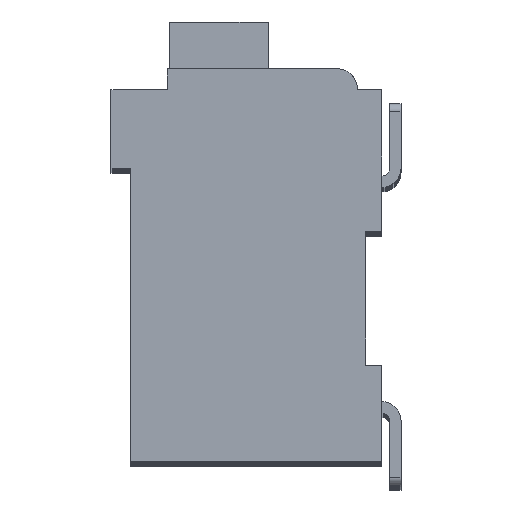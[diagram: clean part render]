
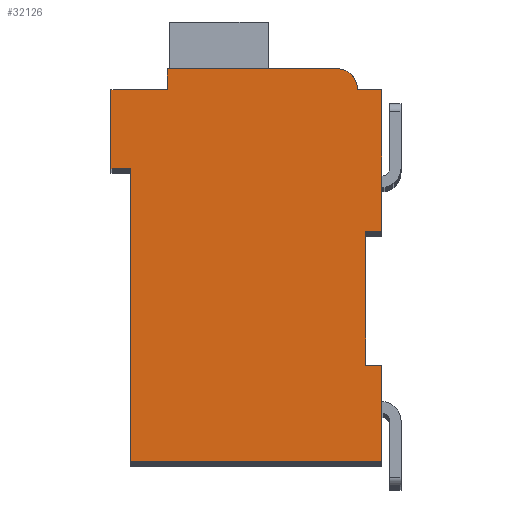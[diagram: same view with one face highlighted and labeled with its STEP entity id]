
A CAD part, top view. The second image highlights one B-rep face of the part: STEP entity #32126.
In plain terms, the highlighted planar face has unit normal (0, 0, 1).
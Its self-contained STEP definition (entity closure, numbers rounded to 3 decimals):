
#3570=DIRECTION('',(1.,0.,0.));
#3571=VECTOR('',#3570,0.5);
#3572=CARTESIAN_POINT('',(7.3,7.15,2.1));
#3573=LINE('',#3572,#3571);
#3574=DIRECTION('',(0.,1.,0.));
#3575=VECTOR('',#3574,4.15);
#3576=CARTESIAN_POINT('',(7.3,3.,2.1));
#3577=LINE('',#3576,#3575);
#3578=DIRECTION('',(-1.,0.,0.));
#3579=VECTOR('',#3578,0.5);
#3580=CARTESIAN_POINT('',(7.8,3.,2.1));
#3581=LINE('',#3580,#3579);
#3582=DIRECTION('',(0.,1.,0.));
#3583=VECTOR('',#3582,3.);
#3584=CARTESIAN_POINT('',(7.8,0.,2.1));
#3585=LINE('',#3584,#3583);
#3586=DIRECTION('',(1.,0.,0.));
#3587=VECTOR('',#3586,7.8);
#3588=CARTESIAN_POINT('',(0.,0.,2.1));
#3589=LINE('',#3588,#3587);
#3590=DIRECTION('',(0.,-1.,0.));
#3591=VECTOR('',#3590,9.1);
#3592=CARTESIAN_POINT('',(0.,9.1,2.1));
#3593=LINE('',#3592,#3591);
#3594=DIRECTION('',(1.,0.,0.));
#3595=VECTOR('',#3594,0.6);
#3596=CARTESIAN_POINT('',(-0.6,9.1,2.1));
#3597=LINE('',#3596,#3595);
#3598=DIRECTION('',(0.,-1.,0.));
#3599=VECTOR('',#3598,2.45);
#3600=CARTESIAN_POINT('',(-0.6,11.55,2.1));
#3601=LINE('',#3600,#3599);
#3602=DIRECTION('',(-1.,0.,0.));
#3603=VECTOR('',#3602,1.75);
#3604=CARTESIAN_POINT('',(1.15,11.55,2.1));
#3605=LINE('',#3604,#3603);
#3606=DIRECTION('',(0.,-1.,0.));
#3607=VECTOR('',#3606,0.65);
#3608=CARTESIAN_POINT('',(1.15,12.2,2.1));
#3609=LINE('',#3608,#3607);
#3610=DIRECTION('',(-1.,0.,0.));
#3611=VECTOR('',#3610,5.25);
#3612=CARTESIAN_POINT('',(6.4,12.2,2.1));
#3613=LINE('',#3612,#3611);
#3614=CARTESIAN_POINT('',(6.4,11.55,2.1));
#3615=DIRECTION('',(0.,0.,1.));
#3616=DIRECTION('',(1.,0.,0.));
#3617=AXIS2_PLACEMENT_3D('',#3614,#3615,#3616);
#3619=DIRECTION('',(-1.,0.,0.));
#3620=VECTOR('',#3619,0.75);
#3621=CARTESIAN_POINT('',(7.8,11.55,2.1));
#3622=LINE('',#3621,#3620);
#3623=DIRECTION('',(0.,1.,0.));
#3624=VECTOR('',#3623,4.4);
#3625=CARTESIAN_POINT('',(7.8,7.15,2.1));
#3626=LINE('',#3625,#3624);
#22387=CARTESIAN_POINT('',(7.3,7.15,2.1));
#22388=CARTESIAN_POINT('',(7.8,7.15,2.1));
#22389=VERTEX_POINT('',#22387);
#22390=VERTEX_POINT('',#22388);
#22391=CARTESIAN_POINT('',(7.8,11.55,2.1));
#22392=VERTEX_POINT('',#22391);
#22393=CARTESIAN_POINT('',(7.05,11.55,2.1));
#22394=VERTEX_POINT('',#22393);
#22395=CARTESIAN_POINT('',(6.4,12.2,2.1));
#22396=VERTEX_POINT('',#22395);
#22397=CARTESIAN_POINT('',(1.15,12.2,2.1));
#22398=VERTEX_POINT('',#22397);
#22399=CARTESIAN_POINT('',(1.15,11.55,2.1));
#22400=VERTEX_POINT('',#22399);
#22401=CARTESIAN_POINT('',(-0.6,11.55,2.1));
#22402=VERTEX_POINT('',#22401);
#22403=CARTESIAN_POINT('',(-0.6,9.1,2.1));
#22404=VERTEX_POINT('',#22403);
#22405=CARTESIAN_POINT('',(0.,9.1,2.1));
#22406=VERTEX_POINT('',#22405);
#22407=CARTESIAN_POINT('',(0.,0.,2.1));
#22408=VERTEX_POINT('',#22407);
#22409=CARTESIAN_POINT('',(7.8,0.,2.1));
#22410=VERTEX_POINT('',#22409);
#22411=CARTESIAN_POINT('',(7.8,3.,2.1));
#22412=VERTEX_POINT('',#22411);
#22413=CARTESIAN_POINT('',(7.3,3.,2.1));
#22414=VERTEX_POINT('',#22413);
#32096=CARTESIAN_POINT('',(0.,0.,2.1));
#32097=DIRECTION('',(0.,0.,1.));
#32098=DIRECTION('',(1.,0.,0.));
#32099=AXIS2_PLACEMENT_3D('',#32096,#32097,#32098);
#32100=PLANE('',#32099);
#32101=ORIENTED_EDGE('',*,*,#29372,.F.);
#32102=ORIENTED_EDGE('',*,*,#30467,.F.);
#32104=ORIENTED_EDGE('',*,*,#32103,.F.);
#32106=ORIENTED_EDGE('',*,*,#32105,.F.);
#32107=ORIENTED_EDGE('',*,*,#31549,.F.);
#32108=ORIENTED_EDGE('',*,*,#31346,.F.);
#32110=ORIENTED_EDGE('',*,*,#32109,.F.);
#32112=ORIENTED_EDGE('',*,*,#32111,.F.);
#32114=ORIENTED_EDGE('',*,*,#32113,.F.);
#32116=ORIENTED_EDGE('',*,*,#32115,.F.);
#32118=ORIENTED_EDGE('',*,*,#32117,.F.);
#32120=ORIENTED_EDGE('',*,*,#32119,.F.);
#32122=ORIENTED_EDGE('',*,*,#32121,.F.);
#32123=ORIENTED_EDGE('',*,*,#29963,.F.);
#32124=EDGE_LOOP('',(#32101,#32102,#32104,#32106,#32107,#32108,#32110,#32112,
#32114,#32116,#32118,#32120,#32122,#32123));
#32125=FACE_OUTER_BOUND('',#32124,.F.);
#3618=CIRCLE('',#3617,0.65);
#29372=EDGE_CURVE('',#22389,#22390,#3573,.T.);
#29963=EDGE_CURVE('',#22390,#22392,#3626,.T.);
#30467=EDGE_CURVE('',#22414,#22389,#3577,.T.);
#31346=EDGE_CURVE('',#22406,#22408,#3593,.T.);
#31549=EDGE_CURVE('',#22408,#22410,#3589,.T.);
#32103=EDGE_CURVE('',#22412,#22414,#3581,.T.);
#32105=EDGE_CURVE('',#22410,#22412,#3585,.T.);
#32109=EDGE_CURVE('',#22404,#22406,#3597,.T.);
#32111=EDGE_CURVE('',#22402,#22404,#3601,.T.);
#32113=EDGE_CURVE('',#22400,#22402,#3605,.T.);
#32115=EDGE_CURVE('',#22398,#22400,#3609,.T.);
#32117=EDGE_CURVE('',#22396,#22398,#3613,.T.);
#32119=EDGE_CURVE('',#22394,#22396,#3618,.T.);
#32121=EDGE_CURVE('',#22392,#22394,#3622,.T.);
#32126=ADVANCED_FACE('',(#32125),#32100,.T.);
